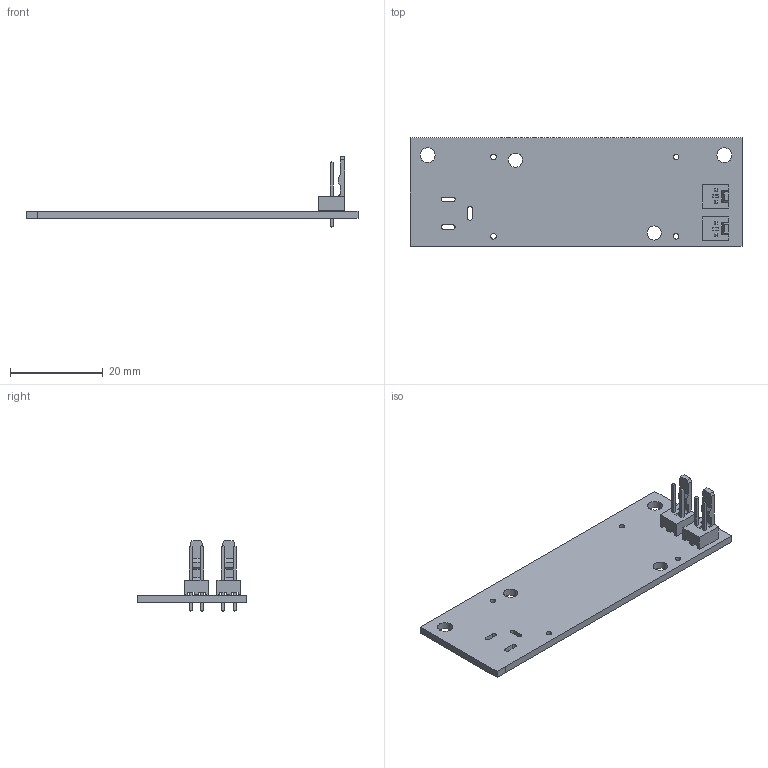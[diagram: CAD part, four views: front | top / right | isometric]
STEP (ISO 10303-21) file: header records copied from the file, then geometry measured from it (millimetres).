
FILE_DESCRIPTION(('KiCad electronic assembly'),'2;1');
FILE_NAME('PowerUnit.step','2022-10-20T14:52:35',('An Author'),( 'A Company'),'Open CASCADE STEP processor 7.5', 'KiCad to STEP converter','Unknown');
FILE_SCHEMA(('AUTOMOTIVE_DESIGN { 1 0 10303 214 1 1 1 1 }'));
Length unit declared in the file: millimetre
Products named in the file (4): Open CASCADE STEP translator 7.5 1; Molex_KK-254_AE-6410-02A_1x02_P2.54mm_Vertical; SOLID; COMPOUND
Assembly tree (4 placements, depth 3):
  Open CASCADE STEP translator 7.5 1
    Molex_KK-254_AE-6410-02A_1x02_P2.54mm_Vertical  x2
      SOLID
    COMPOUND
Bounding box: 71.75 x 23.5 x 15.26 mm (x, y, z)
Volume: 2848.2 mm3; surface area: 4260.7 mm2
Topology: 3 solids, 3 shells, 161 faces, 409 edges, 262 vertices
Faces by surface type: plane 141, cylinder 20
Full cylindrical faces by diameter (mm): 1.19 x4, 1.2 x4, 3.048 x2, 3.2 x2
Entity records: 6720 total; most frequent: CARTESIAN_POINT 1011, DIRECTION 983, LINE 668, VECTOR 668, ORIENTED_EDGE 496, PCURVE 496, DEFINITIONAL_REPRESENTATION 496, EDGE_CURVE 248
